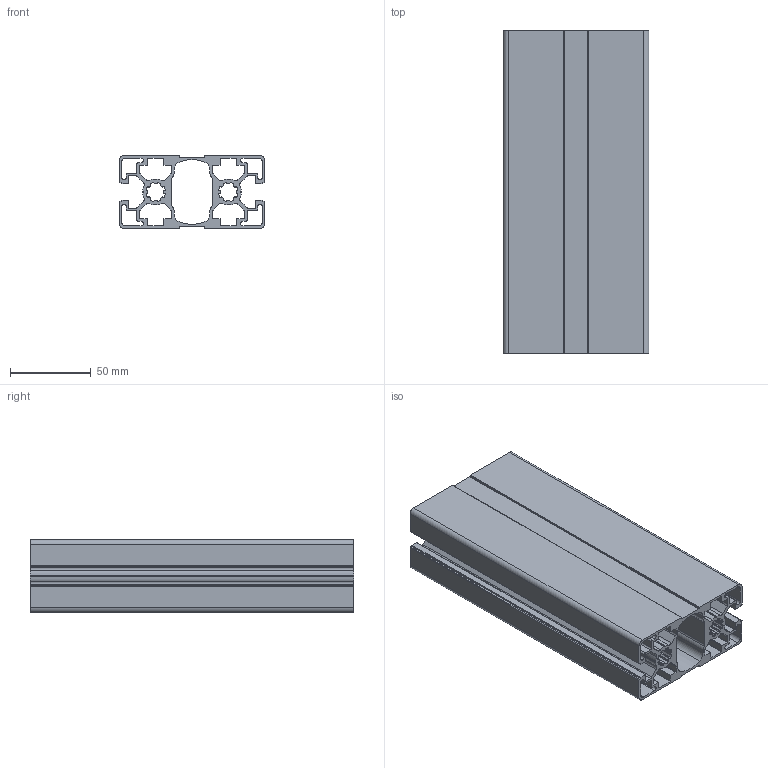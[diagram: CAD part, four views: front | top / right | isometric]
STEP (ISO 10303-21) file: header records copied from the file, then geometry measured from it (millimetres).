
FILE_DESCRIPTION (( 'STEP AP203' ), '1' );
FILE_NAME ('411993644_c_1.STEP', '2022-10-24T11:19:48', ( '' ), ( '' ), 'SwSTEP 2.0', 'SolidWorks 2014', '' );
FILE_SCHEMA (( 'CONFIG_CONTROL_DESIGN' ));
Length unit declared in the file: millimetre
Products named in the file (1): 411993644_c_1
Bounding box: 90 x 200 x 45 mm (x, y, z)
Volume: 240672.3 mm3; surface area: 204634.4 mm2
Topology: 1 solids, 1 shells, 421 faces, 1257 edges, 838 vertices
Faces by surface type: cylinder 271, plane 150
Entity records: 14514 total; most frequent: DIRECTION 2643, CARTESIAN_POINT 2517, ORIENTED_EDGE 2514, EDGE_CURVE 1257, AXIS2_PLACEMENT_3D 964, VERTEX_POINT 838, VECTOR 715, LINE 715
